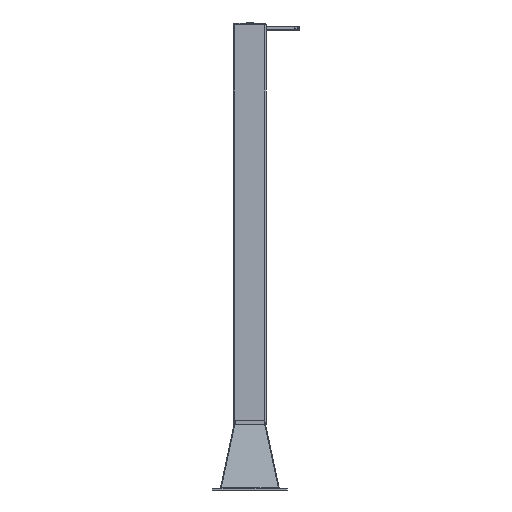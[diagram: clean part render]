
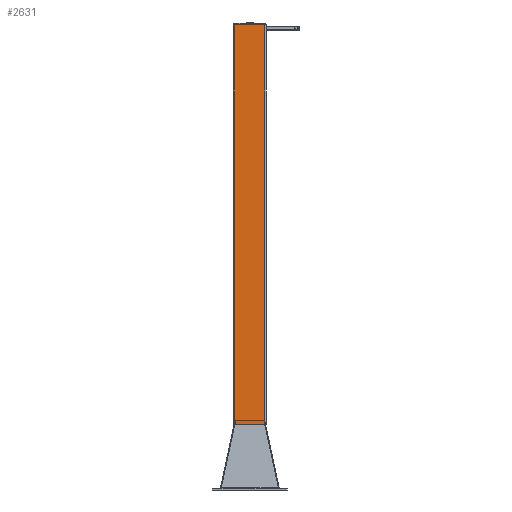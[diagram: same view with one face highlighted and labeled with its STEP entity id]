
A CAD part, left-side view. The second image highlights one B-rep face of the part: STEP entity #2631.
In plain terms, the highlighted face is planar.
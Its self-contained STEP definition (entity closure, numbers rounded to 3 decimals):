
#2631=ADVANCED_FACE('',(#4720),#4721,.T.);
#4720=FACE_OUTER_BOUND('',#6946,.T.);
#4721=PLANE('',#6947);
#6946=EDGE_LOOP('',(#16700,#16701,#16702,#16703));
#6947=AXIS2_PLACEMENT_3D('',#16704,#16705,#16706);
#16700=ORIENTED_EDGE('',*,*,#20680,.T.);
#16701=ORIENTED_EDGE('',*,*,#20681,.F.);
#16702=ORIENTED_EDGE('',*,*,#20224,.T.);
#16703=ORIENTED_EDGE('',*,*,#20158,.T.);
#16704=CARTESIAN_POINT('',(0.,-125.,0.));
#16705=DIRECTION('',(0.,-1.,0.));
#16706=DIRECTION('',(1.,0.,0.));
#20158=EDGE_CURVE('',#22274,#22272,#22275,.T.);
#20224=EDGE_CURVE('',#22381,#22274,#22382,.T.);
#20680=EDGE_CURVE('',#22272,#23072,#23073,.T.);
#20681=EDGE_CURVE('',#22381,#23072,#23074,.T.);
#22272=VERTEX_POINT('',#25723);
#22274=VERTEX_POINT('',#25725);
#22275=LINE('',#25726,#25727);
#22381=VERTEX_POINT('',#25911);
#22382=LINE('',#25912,#25913);
#23072=VERTEX_POINT('',#27924);
#23073=LINE('',#27925,#27926);
#23074=LINE('',#27927,#27928);
#25723=CARTESIAN_POINT('',(113.,-125.,3000.));
#25725=CARTESIAN_POINT('',(113.,-125.,0.));
#25726=CARTESIAN_POINT('',(113.,-125.,0.));
#25727=VECTOR('',#31506,1.);
#25911=CARTESIAN_POINT('',(-113.,-125.,0.));
#25912=CARTESIAN_POINT('',(-113.,-125.,0.));
#25913=VECTOR('',#31570,1.);
#27924=CARTESIAN_POINT('',(-113.,-125.,3000.));
#27925=CARTESIAN_POINT('',(-113.,-125.,3000.));
#27926=VECTOR('',#31988,1.);
#27927=CARTESIAN_POINT('',(-113.,-125.,0.));
#27928=VECTOR('',#31989,1.);
#31506=DIRECTION('',(0.,0.,1.));
#31570=DIRECTION('',(1.,0.,0.));
#31988=DIRECTION('',(-1.,0.,0.));
#31989=DIRECTION('',(0.,0.,1.));
